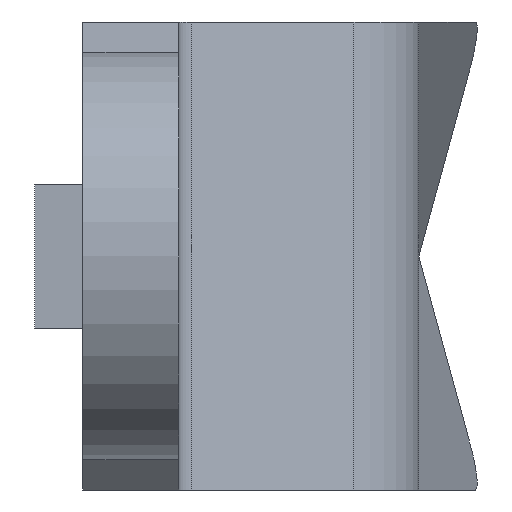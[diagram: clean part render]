
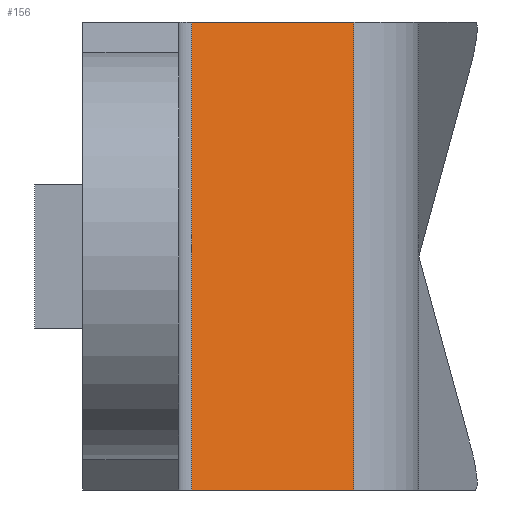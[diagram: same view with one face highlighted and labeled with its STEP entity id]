
A CAD part, left-side view. The second image highlights one B-rep face of the part: STEP entity #156.
In plain terms, the highlighted planar face has unit normal (-0.888, -0.46, 0).
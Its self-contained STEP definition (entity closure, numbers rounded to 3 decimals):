
#156 = ADVANCED_FACE( '', ( #307 ), #308, .F. );
#307 = FACE_OUTER_BOUND( '', #448, .T. );
#308 = PLANE( '', #449 );
#448 = EDGE_LOOP( '', ( #797, #798, #799, #800 ) );
#449 = AXIS2_PLACEMENT_3D( '', #801, #802, #803 );
#797 = ORIENTED_EDGE( '', *, *, #857, .T. );
#798 = ORIENTED_EDGE( '', *, *, #928, .T. );
#799 = ORIENTED_EDGE( '', *, *, #871, .F. );
#800 = ORIENTED_EDGE( '', *, *, #953, .T. );
#801 = CARTESIAN_POINT( '', ( 14.548, -0.54, 10. ) );
#802 = DIRECTION( '', ( 0.888, 0.46, 0. ) );
#803 = DIRECTION( '', ( -0.46, 0.888, 0. ) );
#857 = EDGE_CURVE( '', #1010, #1007, #1011, .T. );
#871 = EDGE_CURVE( '', #1034, #1035, #1036, .T. );
#928 = EDGE_CURVE( '', #1007, #1035, #1132, .T. );
#953 = EDGE_CURVE( '', #1034, #1010, #1166, .T. );
#1007 = VERTEX_POINT( '', #1231 );
#1010 = VERTEX_POINT( '', #1234 );
#1011 = LINE( '', #1235, #1236 );
#1034 = VERTEX_POINT( '', #1266 );
#1035 = VERTEX_POINT( '', #1267 );
#1036 = LINE( '', #1268, #1269 );
#1132 = LINE( '', #1405, #1406 );
#1166 = LINE( '', #1454, #1455 );
#1231 = CARTESIAN_POINT( '', ( 14.548, -0.54, -9.75 ) );
#1234 = CARTESIAN_POINT( '', ( 14.548, -0.54, 9.75 ) );
#1235 = CARTESIAN_POINT( '', ( 14.548, -0.54, 10. ) );
#1236 = VECTOR( '', #1543, 1000. );
#1266 = CARTESIAN_POINT( '', ( 18.052, -7.301, 9.75 ) );
#1267 = CARTESIAN_POINT( '', ( 18.052, -7.301, -9.75 ) );
#1268 = CARTESIAN_POINT( '', ( 18.052, -7.301, 10. ) );
#1269 = VECTOR( '', #1560, 1000. );
#1405 = CARTESIAN_POINT( '', ( 14.548, -0.54, -9.75 ) );
#1406 = VECTOR( '', #1625, 1000. );
#1454 = CARTESIAN_POINT( '', ( 14.548, -0.54, 9.75 ) );
#1455 = VECTOR( '', #1652, 1000. );
#1543 = DIRECTION( '', ( 0., 0., -1. ) );
#1560 = DIRECTION( '', ( 0., 0., -1. ) );
#1625 = DIRECTION( '', ( 0.46, -0.888, 0. ) );
#1652 = DIRECTION( '', ( -0.46, 0.888, 0. ) );
